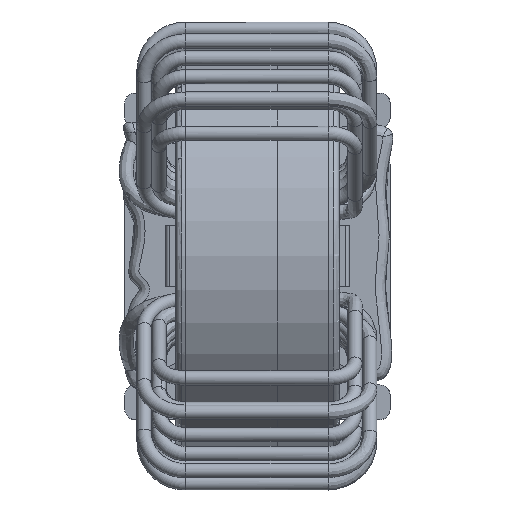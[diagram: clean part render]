
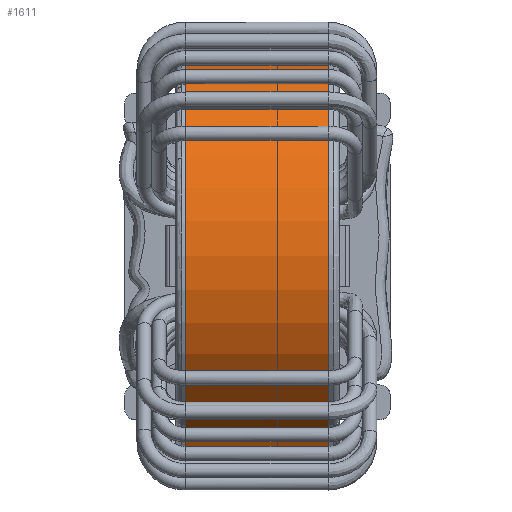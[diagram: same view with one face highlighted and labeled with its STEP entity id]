
A CAD part, top view. The second image highlights one B-rep face of the part: STEP entity #1611.
In plain terms, the highlighted cylindrical face has radius 9.66 mm (diameter 19.32 mm), a full revolution.
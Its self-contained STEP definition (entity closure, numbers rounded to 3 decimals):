
#1611=ADVANCED_FACE('',(#4409,#4410),#4411,.T.);
#1617=EDGE_CURVE('',#4421,#4421,#4422,.T.);
#1621=EDGE_CURVE('',#4427,#4427,#4428,.T.);
#4409=FACE_OUTER_BOUND('',#11708,.T.);
#4410=FACE_OUTER_BOUND('',#11709,.T.);
#4411=CYLINDRICAL_SURFACE('',#11710,9.66);
#4421=VERTEX_POINT('',#11721);
#4422=CIRCLE('',#11722,9.66);
#4427=VERTEX_POINT('',#11729);
#4428=CIRCLE('',#11730,9.66);
#11708=EDGE_LOOP('',(#26599));
#11709=EDGE_LOOP('',(#26600));
#11710=AXIS2_PLACEMENT_3D('',#26601,#26602,#26603);
#11721=CARTESIAN_POINT('',(1.832,5.91,14.8));
#11722=AXIS2_PLACEMENT_3D('',#26616,#26617,#26618);
#11729=CARTESIAN_POINT('',(8.832,5.91,14.8));
#11730=AXIS2_PLACEMENT_3D('',#26622,#26623,#26624);
#26599=ORIENTED_EDGE('',*,*,#1621,.F.);
#26600=ORIENTED_EDGE('',*,*,#1617,.T.);
#26601=CARTESIAN_POINT('',(1.832,-3.75,14.8));
#26602=DIRECTION('',(1.0,0.,0.));
#26603=DIRECTION('',(0.,0.,-1.0));
#26616=CARTESIAN_POINT('',(1.832,-3.75,14.8));
#26617=DIRECTION('',(1.0,0.,0.));
#26618=DIRECTION('',(0.,1.0,0.));
#26622=CARTESIAN_POINT('',(8.832,-3.75,14.8));
#26623=DIRECTION('',(1.0,0.,0.));
#26624=DIRECTION('',(0.,1.0,0.));
